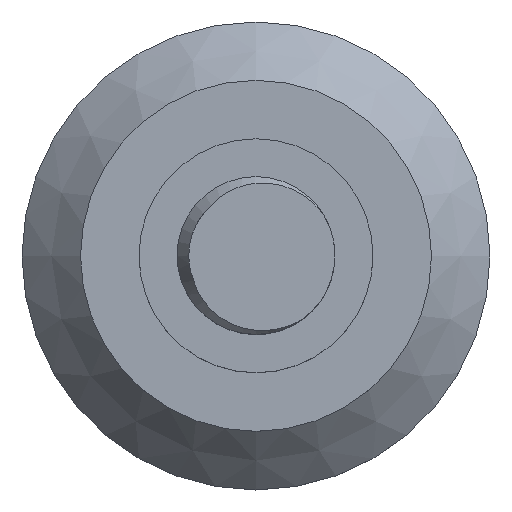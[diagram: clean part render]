
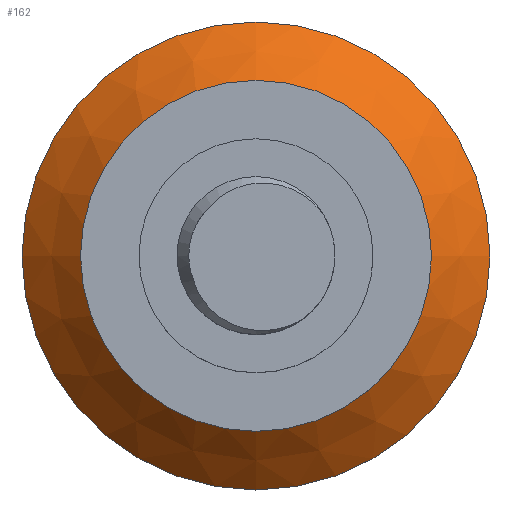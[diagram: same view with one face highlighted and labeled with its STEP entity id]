
A CAD part, top view. The second image highlights one B-rep face of the part: STEP entity #162.
In plain terms, the highlighted conical face has half-angle 45 degrees and reference radius 10 mm.
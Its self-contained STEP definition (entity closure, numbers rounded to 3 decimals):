
#99=CARTESIAN_POINT('',(60.,-150.,1.));
#100=VERTEX_POINT('',#99);
#109=CARTESIAN_POINT('',(40.,-150.,1.));
#110=VERTEX_POINT('',#109);
#111=CARTESIAN_POINT('',(50.,-150.,1.));
#112=DIRECTION('',(-0.,-0.,1.));
#113=DIRECTION('',(-1.,0.,0.));
#114=AXIS2_PLACEMENT_3D('',#111,#112,#113);
#115=CIRCLE('',#114,10.);
#116=EDGE_CURVE('',#110,#100,#115,.T.);
#118=CARTESIAN_POINT('',(50.,-150.,1.));
#119=DIRECTION('',(-0.,-0.,1.));
#120=DIRECTION('',(-1.,0.,0.));
#121=AXIS2_PLACEMENT_3D('',#118,#119,#120);
#122=CIRCLE('',#121,10.);
#123=EDGE_CURVE('',#100,#110,#122,.T.);
#128=CARTESIAN_POINT('',(50.,-150.,1.));
#129=DIRECTION('',(0.,0.,-1.));
#130=DIRECTION('',(-1.,0.,0.));
#131=AXIS2_PLACEMENT_3D('',#128,#129,#130);
#132=CONICAL_SURFACE('',#131,10.,45.);
#133=CARTESIAN_POINT('',(42.5,-150.,3.5));
#134=VERTEX_POINT('',#133);
#135=CARTESIAN_POINT('',(40.,-150.,1.));
#136=DIRECTION('',(0.707,-0.,0.707));
#137=VECTOR('',#136,3.536);
#138=LINE('',#135,#137);
#139=EDGE_CURVE('',#110,#134,#138,.T.);
#140=ORIENTED_EDGE('',*,*,#139,.T.);
#141=CARTESIAN_POINT('',(57.5,-150.,3.5));
#142=VERTEX_POINT('',#141);
#143=CARTESIAN_POINT('',(50.,-150.,3.5));
#144=DIRECTION('',(0.,0.,1.));
#145=DIRECTION('',(1.,0.,-0.));
#146=AXIS2_PLACEMENT_3D('',#143,#144,#145);
#147=CIRCLE('',#146,7.5);
#148=EDGE_CURVE('',#142,#134,#147,.T.);
#149=ORIENTED_EDGE('',*,*,#148,.F.);
#150=CARTESIAN_POINT('',(50.,-150.,3.5));
#151=DIRECTION('',(0.,0.,1.));
#152=DIRECTION('',(1.,0.,-0.));
#153=AXIS2_PLACEMENT_3D('',#150,#151,#152);
#154=CIRCLE('',#153,7.5);
#155=EDGE_CURVE('',#134,#142,#154,.T.);
#156=ORIENTED_EDGE('',*,*,#155,.F.);
#157=ORIENTED_EDGE('',*,*,#139,.F.);
#158=ORIENTED_EDGE('',*,*,#116,.T.);
#159=ORIENTED_EDGE('',*,*,#123,.T.);
#160=EDGE_LOOP('',(#140,#149,#156,#157,#158,#159));
#161=FACE_BOUND('',#160,.T.);
#162=ADVANCED_FACE('',(#161),#132,.T.);
